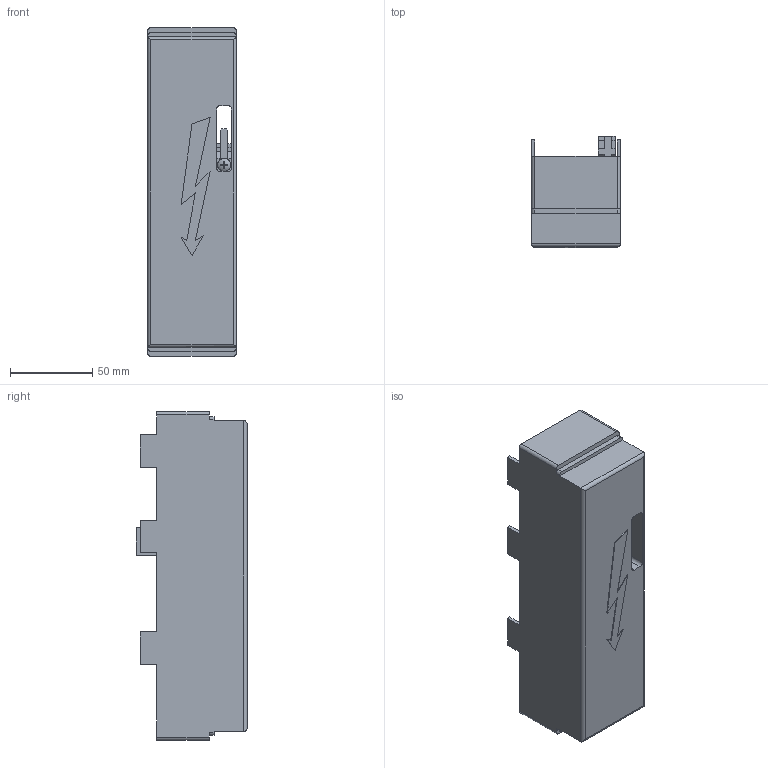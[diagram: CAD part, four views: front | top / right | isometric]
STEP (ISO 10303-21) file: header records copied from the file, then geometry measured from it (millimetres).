
FILE_DESCRIPTION(/* description */ ('STEP AP214'),/* implementation_level */ '2;1');
FILE_NAME(/* name */ '01590',/* time_stamp */ '2024-11-11T16:43:59+01:00',/* author */ ('License CC BY-ND 4.0'),/* organization */ ('CADENAS'),/* preprocessor_version */ 'ST-DEVELOPER v19.3',/* originating_system */ 'PARTsolutions',/* authorisation */ ' ');
FILE_SCHEMA (('AUTOMOTIVE_DESIGN {1 0 10303 214 3 1 1}'));
Length unit declared in the file: millimetre
Products named in the file (4): 01590; 01590000_; clip; 01413_screw
Assembly tree (3 placements, depth 2):
  01590
    01590000_
    clip
    01413_screw
Bounding box: 54 x 68 x 200 mm (x, y, z)
Volume: 86246.4 mm3; surface area: 84484.7 mm2
Topology: 3 solids, 3 shells, 144 faces, 399 edges, 263 vertices
Faces by surface type: plane 120, cylinder 21, sphere 1, torus 1, cone 1
Full cylindrical faces by diameter (mm): 3.242 x1, 4 x1, 8 x1
Entity records: 4614 total; most frequent: CARTESIAN_POINT 802, ORIENTED_EDGE 784, DIRECTION 740, EDGE_CURVE 392, LINE 340, VECTOR 340, VERTEX_POINT 262, AXIS2_PLACEMENT_3D 200
